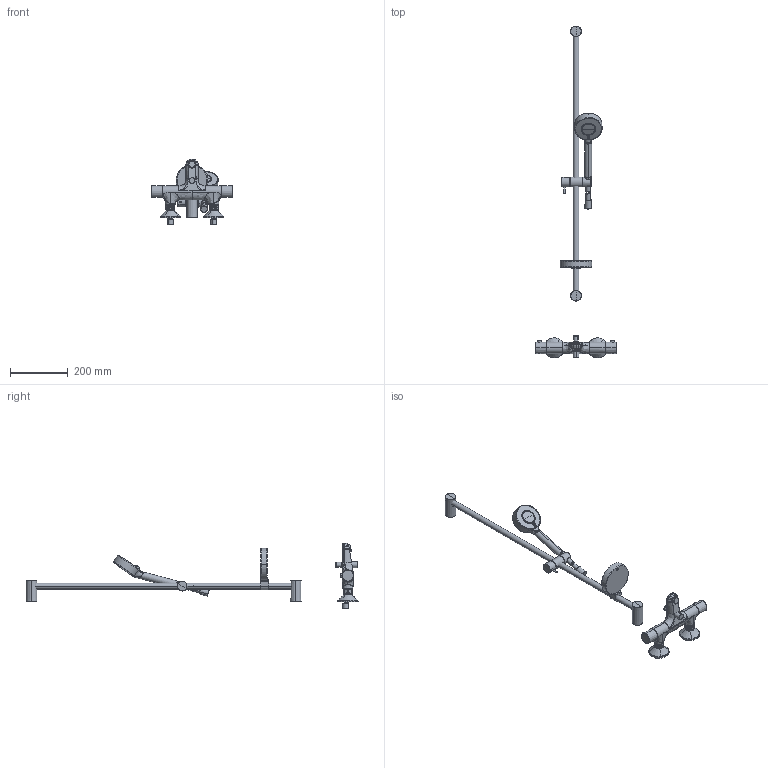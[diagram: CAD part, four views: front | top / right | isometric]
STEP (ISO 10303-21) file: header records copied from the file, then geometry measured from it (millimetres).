
FILE_DESCRIPTION (( 'STEP AP203' ), '1' );
FILE_NAME ('48372131(2021).STEP', '2021-05-19T06:39:55', ( '' ), ( '' ), 'SwSTEP 2.0', 'SolidWorks 2016', '' );
FILE_SCHEMA (( 'CONFIG_CONTROL_DESIGN' ));
Length unit declared in the file: millimetre
Products named in the file (1): 48372131(2021)
Bounding box: 281.88 x 1149.02 x 227.2 mm (x, y, z)
Volume: 1636023.2 mm3; surface area: 295176.3 mm2
Topology: 26 solids, 26 shells, 780 faces, 1833 edges, 1103 vertices
Faces by surface type: bspline 283, cylinder 192, plane 140, cone 78, torus 60, sphere 27
Entity records: 44194 total; most frequent: CARTESIAN_POINT 28399, ORIENTED_EDGE 3574, DIRECTION 2782, EDGE_CURVE 1787, AXIS2_PLACEMENT_3D 1193, VERTEX_POINT 1087, EDGE_LOOP 812, ADVANCED_FACE 779
